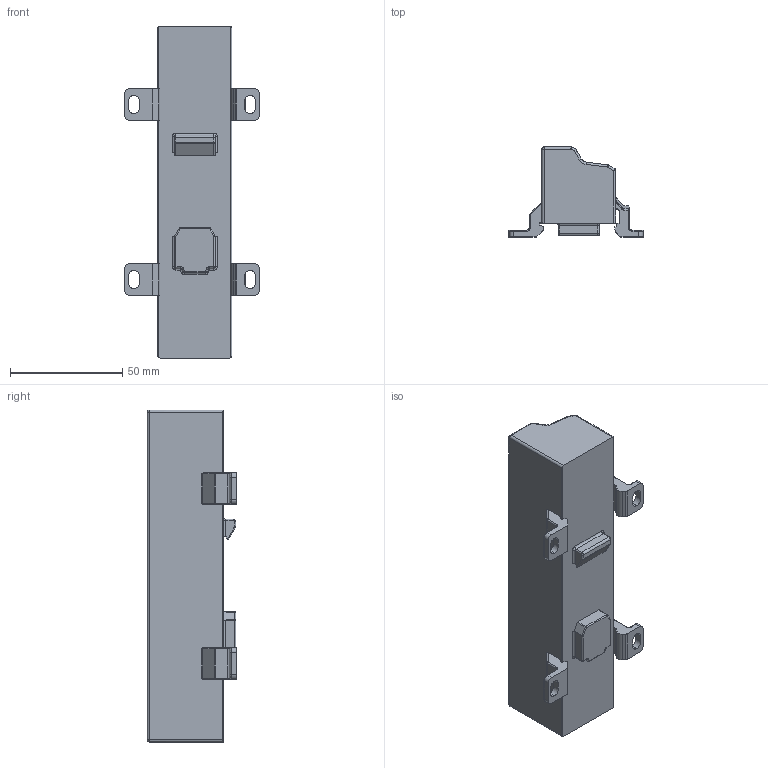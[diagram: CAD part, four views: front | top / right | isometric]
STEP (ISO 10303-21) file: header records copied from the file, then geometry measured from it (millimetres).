
FILE_DESCRIPTION (( 'STEP AP203' ), '1' );
FILE_NAME ('GPB1-85P1-15S.step', '2024-08-05T18:15:25', ( '' ), ( '' ), 'SwSTEP 2.0', 'SolidWorks 2023', '' );
FILE_SCHEMA (( 'CONFIG_CONTROL_DESIGN' ));
Length unit declared in the file: inch
Products named in the file (1): GPB1-85P1-15S
Bounding box: 59.8 x 40 x 148 mm (x, y, z)
Volume: 150393.4 mm3; surface area: 26258.5 mm2
Topology: 1 solids, 1 shells, 1038 faces, 2594 edges, 1544 vertices
Faces by surface type: cylinder 426, bspline 312, plane 292, torus 8
Entity records: 43439 total; most frequent: CARTESIAN_POINT 21249, ORIENTED_EDGE 5116, DIRECTION 4120, EDGE_CURVE 2558, VERTEX_POINT 1544, AXIS2_PLACEMENT_3D 1521, LINE 1078, VECTOR 1078
